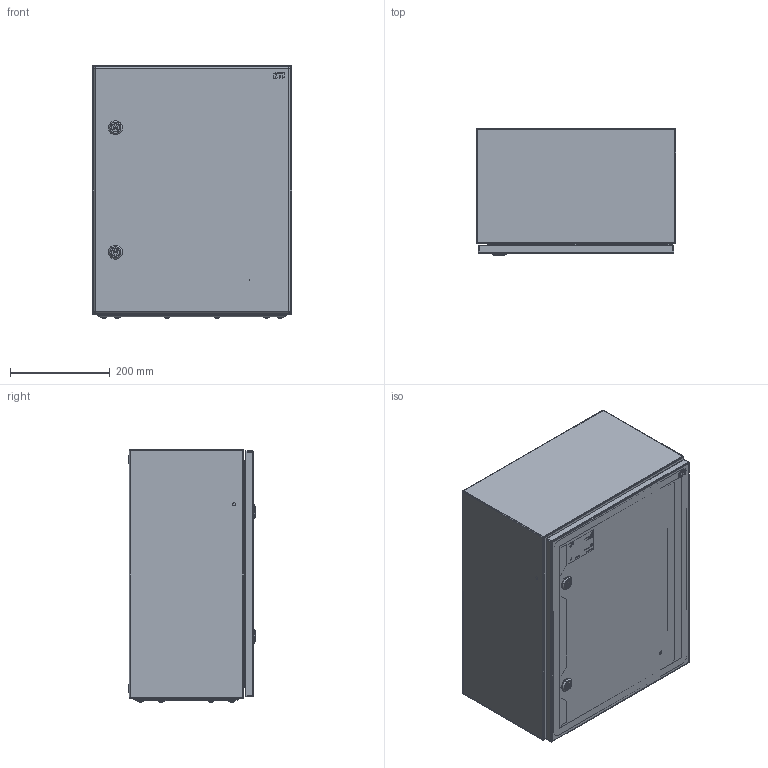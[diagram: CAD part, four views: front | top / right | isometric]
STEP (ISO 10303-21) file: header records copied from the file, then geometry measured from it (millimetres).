
FILE_DESCRIPTION((''),'2;1');
FILE_NAME('GT_50_40_25_ASM','2021-11-04T',('marketing.praksa'),('Audax d.o.o.'),'CREO PARAMETRIC BY PTC INC, 2017480','CREO PARAMETRIC BY PTC INC, 2017480','');
FILE_SCHEMA(('AUTOMOTIVE_DESIGN { 1 0 10303 214 1 1 1 1 }'));
Products named in the file (47): KOR_GT_50-40-25_1; PRZEPUST_1_2_3_1; ZAWIAS_1_2_3_1; TULEJA_1_2_3_1; PLYTA_1_2_3_1; NAKRETKA_M8_1_2_3_1; ZASLEPKA_10_7_1_2_3_1; SCREWS_50-40-25_1_1; SCREWS_50-40-25_1_2; SCREWS_50-40-25_1_3; SCREWS_50-40-25_1_4; SCREWS_50-40-25_1_5; SCREWS_50-40-25_1_6; SCREWS_50-40-25_1_7; SCREWS_50-40-25_1_8; SCREWS_50-40-25_1_9; SCREWS_50-40-25_1_10; SCREWS_50-40-25_1_11; SCREWS_50-40-25_1_12; DRZWI_1_2_3_4_5_6_1_1; DRZWI_1_2_3_4_5_6_2_1; ZAWIAS_3_ST47_002_ELEMENT-43986; ZAWIAS_3_ST47_002_ELEMENT-43987; DRZWI_1_2_3_4_5_6_3_1; DRZWI_1_2_3_4_5_6_4_1; DRZWI_1_2_3_4_5_6_5_1; 1_EB_1000-U6_H__KORPUS-43991_1; 1_EB_1000-U6_H__WK_ADKA-43992_1; 1_EB_1000-U6_H__SRUBA-43993_1; DRZWI_1_2_3_4_5_6_6_1; 1_EB_1000-U6_H__NAKR_TKA-43995_; DRZWI_1_2_3_4_5_6_7_1; 1_EB_1000-U6_H__KORPUS-43997_1; 1_EB_1000-U6_H__WK_ADKA-43998_1; 1_EB_1000-U6_H__SRUBA-43999_1; DRZWI_1_2_3_4_5_6_8_1; 1_EB_1000-U6_H__NAKR_TKA-44001_; DRZWI_1_2_3_4_5_6_9_1; DRZWI_1_2_3_4_5_6_10_1; DRZWI_1_2_3_4_5_6_11_1 ...
Assembly tree (56 placements, depth 2):
  GT_50_40_25_ASM
    KOR_GT_50-40-25_1
    PRZEPUST_1_2_3_1
    ZAWIAS_1_2_3_1  x2
    TULEJA_1_2_3_1  x4
    PLYTA_1_2_3_1
    NAKRETKA_M8_1_2_3_1  x4
    ZASLEPKA_10_7_1_2_3_1  x4
    SCREWS_50-40-25_1_1
    SCREWS_50-40-25_1_2
    SCREWS_50-40-25_1_3
    SCREWS_50-40-25_1_4
    SCREWS_50-40-25_1_5
    SCREWS_50-40-25_1_6
    SCREWS_50-40-25_1_7
    SCREWS_50-40-25_1_8
    SCREWS_50-40-25_1_9
    SCREWS_50-40-25_1_10
    SCREWS_50-40-25_1_11
    SCREWS_50-40-25_1_12
    DRZWI_1_2_3_4_5_6_1_1
    DRZWI_1_2_3_4_5_6_2_1
    ZAWIAS_3_ST47_002_ELEMENT-43986
    ZAWIAS_3_ST47_002_ELEMENT-43987
    DRZWI_1_2_3_4_5_6_3_1
    DRZWI_1_2_3_4_5_6_4_1
    DRZWI_1_2_3_4_5_6_5_1
    1_EB_1000-U6_H__KORPUS-43991_1
    1_EB_1000-U6_H__WK_ADKA-43992_1
    1_EB_1000-U6_H__SRUBA-43993_1
    DRZWI_1_2_3_4_5_6_6_1
    1_EB_1000-U6_H__NAKR_TKA-43995_
    DRZWI_1_2_3_4_5_6_7_1
    1_EB_1000-U6_H__KORPUS-43997_1
    1_EB_1000-U6_H__WK_ADKA-43998_1
    1_EB_1000-U6_H__SRUBA-43999_1
    DRZWI_1_2_3_4_5_6_8_1
    1_EB_1000-U6_H__NAKR_TKA-44001_
    DRZWI_1_2_3_4_5_6_9_1
    DRZWI_1_2_3_4_5_6_10_1
    DRZWI_1_2_3_4_5_6_11_1
    ANSI_B27_7M_3CMI-4-44005_1
    ANSI_B27_7M_3CMI-4-44006_1
    DRZWI_1_2_3_4_5_6_13_1
    ETI_LOGO_1_1_1_1_1_2_3_4_1
    ETI_LOGO_2_1_1_1_1_2_3_4_1
    ETI_LOGO_3_1_1_1_1_2_3_4_1
Bounding box: 400 x 256 x 508.04 mm (x, y, z)
Volume: 1732684.6 mm3; surface area: 2375197.7 mm2
Topology: 56 solids, 56 shells, 2996 faces, 8227 edges, 5463 vertices
Faces by surface type: plane 1331, cylinder 1069, torus 172, cone 138, extrusion 136, bspline 94, sphere 56
Entity records: 115231 total; most frequent: CARTESIAN_POINT 21608, DIRECTION 13126, ORIENTED_EDGE 12930, PRESENTATION_STYLE_ASSIGNMENT 7806, STYLED_ITEM 6940, CURVE_STYLE 6465, EDGE_CURVE 6465, AXIS2_PLACEMENT_3D 4855
